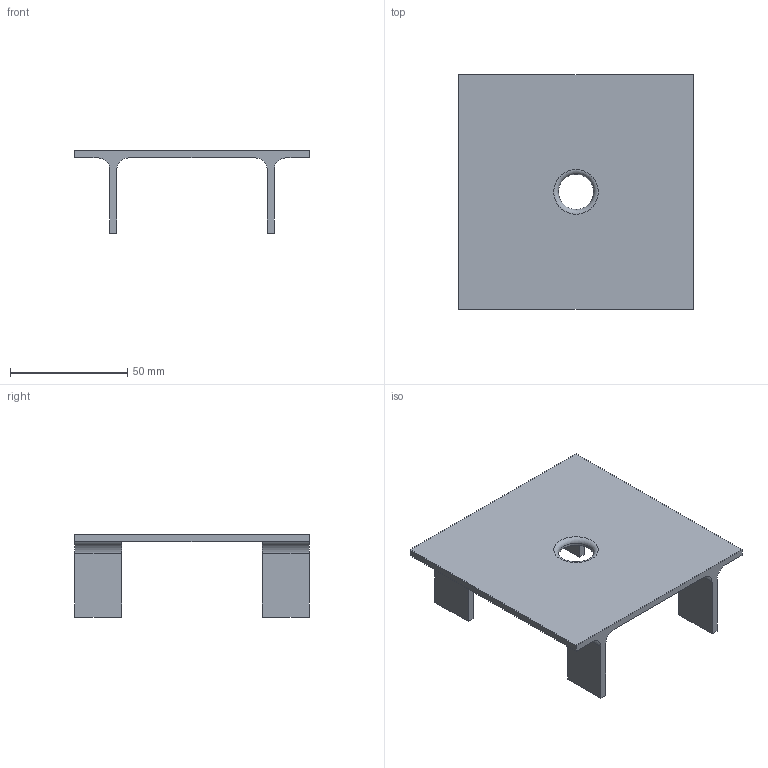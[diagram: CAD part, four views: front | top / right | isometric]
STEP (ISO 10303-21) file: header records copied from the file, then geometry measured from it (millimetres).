
FILE_DESCRIPTION(/* description */ (''),/* implementation_level */ '2;1');
FILE_NAME(/* name */ 'phantom_support.step',/* time_stamp */ '2021-05-21T10:13:04+02:00',/* author */ (''),/* organization */ (''),/* preprocessor_version */ 'ST-DEVELOPER v18.1',/* originating_system */ 'Autodesk Translation Framework v10.6.0.1341',/* authorisation */ '');
FILE_SCHEMA (('AUTOMOTIVE_DESIGN { 1 0 10303 214 3 1 1 }'));
Length unit declared in the file: millimetre
Products named in the file (2): sensor_adaptator; support
Assembly tree (1 placements, depth 2):
  sensor_adaptator
    support
Bounding box: 100 x 100 x 35 mm (x, y, z)
Volume: 37965.4 mm3; surface area: 26579.7 mm2
Topology: 1 solids, 1 shells, 32 faces, 90 edges, 60 vertices
Faces by surface type: plane 22, cylinder 9, torus 1
Full cylindrical faces by diameter (mm): 15 x1
Entity records: 1092 total; most frequent: CARTESIAN_POINT 185, DIRECTION 181, ORIENTED_EDGE 180, EDGE_CURVE 90, LINE 69, VECTOR 69, VERTEX_POINT 60, AXIS2_PLACEMENT_3D 56
